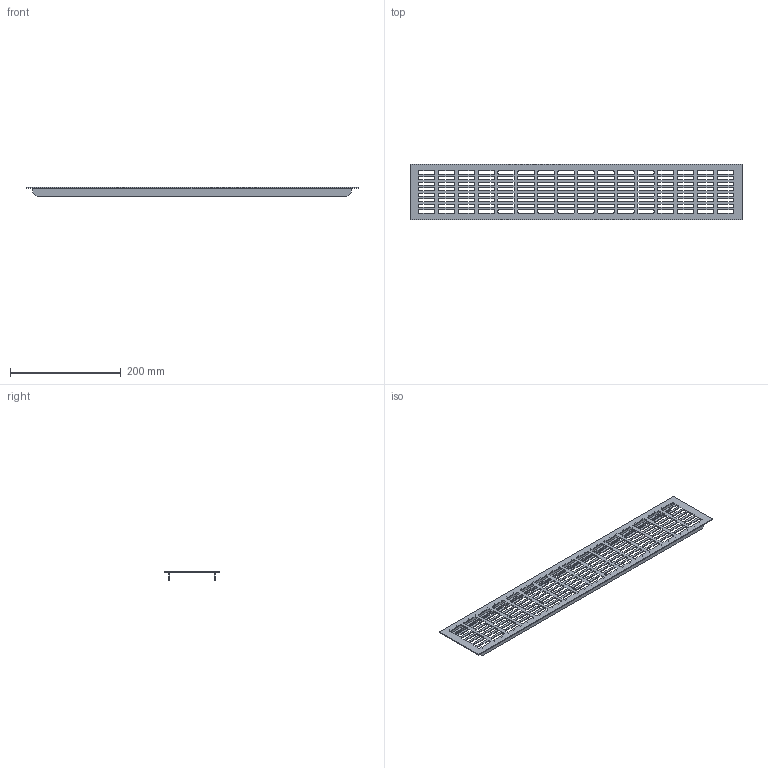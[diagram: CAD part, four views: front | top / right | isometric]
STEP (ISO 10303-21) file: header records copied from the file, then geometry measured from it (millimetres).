
FILE_DESCRIPTION (( 'STEP AP214' ), '1' );
FILE_NAME ('F000966,F000989,F001012_3D.step', '2022-08-15T13:45:41', ( '' ), ( '' ), 'SwSTEP 2.0', 'SolidWorks 2020', '' );
FILE_SCHEMA (( 'AUTOMOTIVE_DESIGN' ));
Length unit declared in the file: millimetre
Products named in the file (1): F000966,F000989,F001012_3D
Bounding box: 600 x 100 x 16.5 mm (x, y, z)
Volume: 89908.8 mm3; surface area: 124120.6 mm2
Topology: 1 solids, 1 shells, 1044 faces, 3120 edges, 2080 vertices
Faces by surface type: plane 532, cylinder 512
Entity records: 35934 total; most frequent: CARTESIAN_POINT 6245, ORIENTED_EDGE 6240, DIRECTION 6234, EDGE_CURVE 3120, LINE 2096, VECTOR 2096, VERTEX_POINT 2080, AXIS2_PLACEMENT_3D 2069
